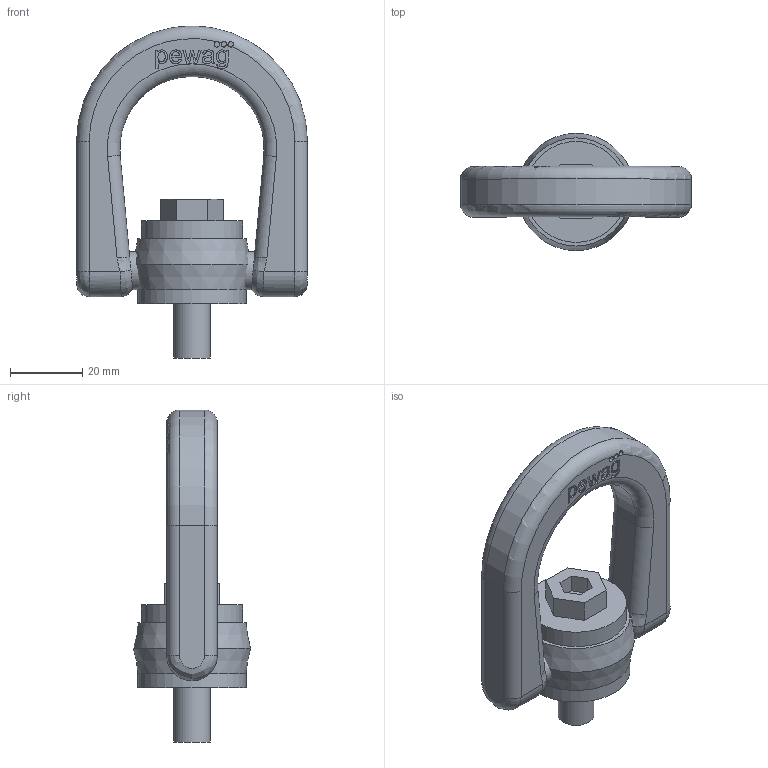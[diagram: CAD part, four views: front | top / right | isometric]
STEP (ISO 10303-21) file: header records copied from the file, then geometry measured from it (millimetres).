
FILE_DESCRIPTION(/* description */ (''),/* implementation_level */ '2;1');
FILE_NAME(/* name */ 'PLZW_0_63_t.stp',/* time_stamp */ '2019-04-09T13:57:07+02:00',/* author */ (''),/* organization */ (''),/* preprocessor_version */ 'ST-DEVELOPER v16',/* originating_system */ 'SIEMENS PLM Software NX 11.0',/* authorisation */ '');
FILE_SCHEMA (('AUTOMOTIVE_DESIGN { 1 0 10303 214 3 1 1 1 }'));
Length unit declared in the file: millimetre
Products named in the file (1): mum15F0B303owym
Bounding box: 64 x 32.5 x 92 mm (x, y, z)
Volume: 50585 mm3; surface area: 14032.8 mm2
Topology: 2 solids, 2 shells, 240 faces, 625 edges, 409 vertices
Faces by surface type: plane 114, extrusion 90, cylinder 22, bspline 8, torus 4, cone 2
Full cylindrical faces by diameter (mm): 1.5 x6, 10 x1, 10.5 x1, 28 x1, 30 x1
Entity records: 9691 total; most frequent: CARTESIAN_POINT 3091, ORIENTED_EDGE 1212, DIRECTION 790, EDGE_CURVE 606, VERTEX_POINT 402, VECTOR 372, B_SPLINE_CURVE_WITH_KNOTS 348, LINE 282
